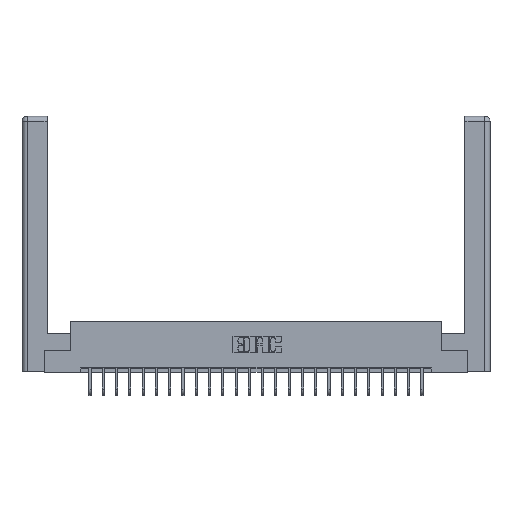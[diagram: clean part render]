
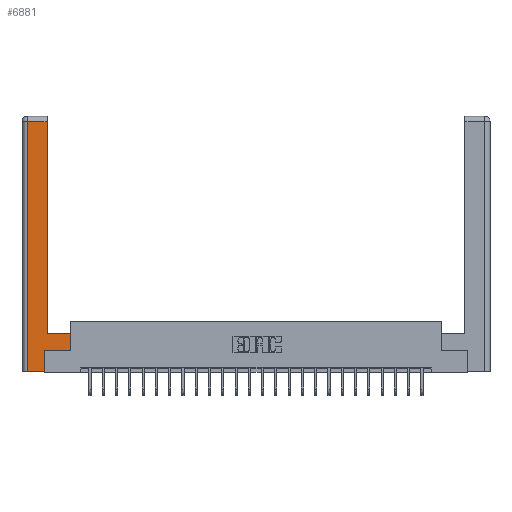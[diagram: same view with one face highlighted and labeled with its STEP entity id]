
A CAD part, top view. The second image highlights one B-rep face of the part: STEP entity #6881.
In plain terms, the highlighted planar face has unit normal (0, 0, 1).
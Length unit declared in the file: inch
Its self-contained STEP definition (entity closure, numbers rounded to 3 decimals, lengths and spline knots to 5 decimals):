
#279 = LINE ( 'NONE', #11171, #4338 ) ;
#832 = VERTEX_POINT ( 'NONE', #17553 ) ;
#1435 = CARTESIAN_POINT ( 'NONE',  ( 0.265, 0., 0. ) ) ;
#1658 = EDGE_CURVE ( 'NONE', #16837, #3226, #17988, .T. ) ;
#1745 = LINE ( 'NONE', #10291, #9282 ) ;
#1957 = VECTOR ( 'NONE', #2745, 39.37008 ) ;
#2394 = VERTEX_POINT ( 'NONE', #22916 ) ;
#2463 = ORIENTED_EDGE ( 'NONE', *, *, #22282, .T. ) ;
#2745 = DIRECTION ( 'NONE',  ( 1., 0., 0. ) ) ;
#3045 = VECTOR ( 'NONE', #14415, 39.37008 ) ;
#3226 = VERTEX_POINT ( 'NONE', #20245 ) ;
#4327 = VECTOR ( 'NONE', #16380, 39.37008 ) ;
#4338 = VECTOR ( 'NONE', #15145, 39.37008 ) ;
#4385 = CARTESIAN_POINT ( 'NONE',  ( 0.295, 3., 0. ) ) ;
#4483 = LINE ( 'NONE', #1435, #3045 ) ;
#4586 = VERTEX_POINT ( 'NONE', #9287 ) ;
#4855 = VERTEX_POINT ( 'NONE', #8961 ) ;
#4910 = DIRECTION ( 'NONE',  ( -1., 0., 0. ) ) ;
#5122 = DIRECTION ( 'NONE',  ( 0., -1., 0. ) ) ;
#5733 = ORIENTED_EDGE ( 'NONE', *, *, #10837, .T. ) ;
#6202 = EDGE_CURVE ( 'NONE', #2394, #16837, #1745, .T. ) ;
#6587 = EDGE_LOOP ( 'NONE', ( #24098, #13041, #12169, #5733, #10249, #14600, #2463, #21676 ) ) ;
#6881 = ADVANCED_FACE ( 'NONE', ( #10399 ), #19478, .F. ) ;
#7310 = AXIS2_PLACEMENT_3D ( 'NONE', #10032, #23320, #17607 ) ;
#8961 = CARTESIAN_POINT ( 'NONE',  ( 0.265, 0., 0. ) ) ;
#9282 = VECTOR ( 'NONE', #4910, 39.37008 ) ;
#9287 = CARTESIAN_POINT ( 'NONE',  ( 0.265, 0.245, 0. ) ) ;
#9766 = CARTESIAN_POINT ( 'NONE',  ( 0.0615, 0., 0. ) ) ;
#9964 = LINE ( 'NONE', #12713, #12594 ) ;
#10032 = CARTESIAN_POINT ( 'NONE',  ( 0., 0., 0. ) ) ;
#10117 = CARTESIAN_POINT ( 'NONE',  ( 0.565, 0.245, 0. ) ) ;
#10249 = ORIENTED_EDGE ( 'NONE', *, *, #10645, .T. ) ;
#10291 = CARTESIAN_POINT ( 'NONE',  ( 0.295, 0.45, 0. ) ) ;
#10399 = FACE_OUTER_BOUND ( 'NONE', #6587, .T. ) ;
#10645 = EDGE_CURVE ( 'NONE', #4855, #4586, #14975, .T. ) ;
#10660 = DIRECTION ( 'NONE',  ( 0., 1., 0. ) ) ;
#10837 = EDGE_CURVE ( 'NONE', #23085, #4855, #4483, .T. ) ;
#11171 = CARTESIAN_POINT ( 'NONE',  ( 0.0615, 2.94, 0. ) ) ;
#11844 = CARTESIAN_POINT ( 'NONE',  ( 0.295, 0.45, 0. ) ) ;
#11878 = EDGE_CURVE ( 'NONE', #832, #23085, #9964, .T. ) ;
#11957 = VECTOR ( 'NONE', #10660, 39.37008 ) ;
#12169 = ORIENTED_EDGE ( 'NONE', *, *, #11878, .T. ) ;
#12594 = VECTOR ( 'NONE', #5122, 39.37008 ) ;
#12713 = CARTESIAN_POINT ( 'NONE',  ( 0.0615, 0., 0. ) ) ;
#12959 = VECTOR ( 'NONE', #18271, 39.37008 ) ;
#13041 = ORIENTED_EDGE ( 'NONE', *, *, #22919, .T. ) ;
#14415 = DIRECTION ( 'NONE',  ( 1., 0., 0. ) ) ;
#14557 = LINE ( 'NONE', #17466, #11957 ) ;
#14600 = ORIENTED_EDGE ( 'NONE', *, *, #23816, .T. ) ;
#14975 = LINE ( 'NONE', #16638, #12959 ) ;
#15145 = DIRECTION ( 'NONE',  ( -1., 0., 0. ) ) ;
#15564 = CARTESIAN_POINT ( 'NONE',  ( 0.565, 0.245, 0. ) ) ;
#16380 = DIRECTION ( 'NONE',  ( 0., 1., 0. ) ) ;
#16638 = CARTESIAN_POINT ( 'NONE',  ( 0.265, 0.245, 0. ) ) ;
#16837 = VERTEX_POINT ( 'NONE', #11844 ) ;
#16924 = VERTEX_POINT ( 'NONE', #10117 ) ;
#17466 = CARTESIAN_POINT ( 'NONE',  ( 0.565, 0.45, 0. ) ) ;
#17553 = CARTESIAN_POINT ( 'NONE',  ( 0.0615, 2.94, 0. ) ) ;
#17607 = DIRECTION ( 'NONE',  ( -1., 0., 0. ) ) ;
#17988 = LINE ( 'NONE', #4385, #4327 ) ;
#18271 = DIRECTION ( 'NONE',  ( 0., 1., 0. ) ) ;
#19478 = PLANE ( 'NONE',  #7310 ) ;
#19707 = LINE ( 'NONE', #15564, #1957 ) ;
#20245 = CARTESIAN_POINT ( 'NONE',  ( 0.295, 2.94, 0. ) ) ;
#21676 = ORIENTED_EDGE ( 'NONE', *, *, #6202, .T. ) ;
#22282 = EDGE_CURVE ( 'NONE', #16924, #2394, #14557, .T. ) ;
#22916 = CARTESIAN_POINT ( 'NONE',  ( 0.565, 0.45, 0. ) ) ;
#22919 = EDGE_CURVE ( 'NONE', #3226, #832, #279, .T. ) ;
#23085 = VERTEX_POINT ( 'NONE', #9766 ) ;
#23320 = DIRECTION ( 'NONE',  ( 0., 0., -1. ) ) ;
#23816 = EDGE_CURVE ( 'NONE', #4586, #16924, #19707, .T. ) ;
#24098 = ORIENTED_EDGE ( 'NONE', *, *, #1658, .T. ) ;
